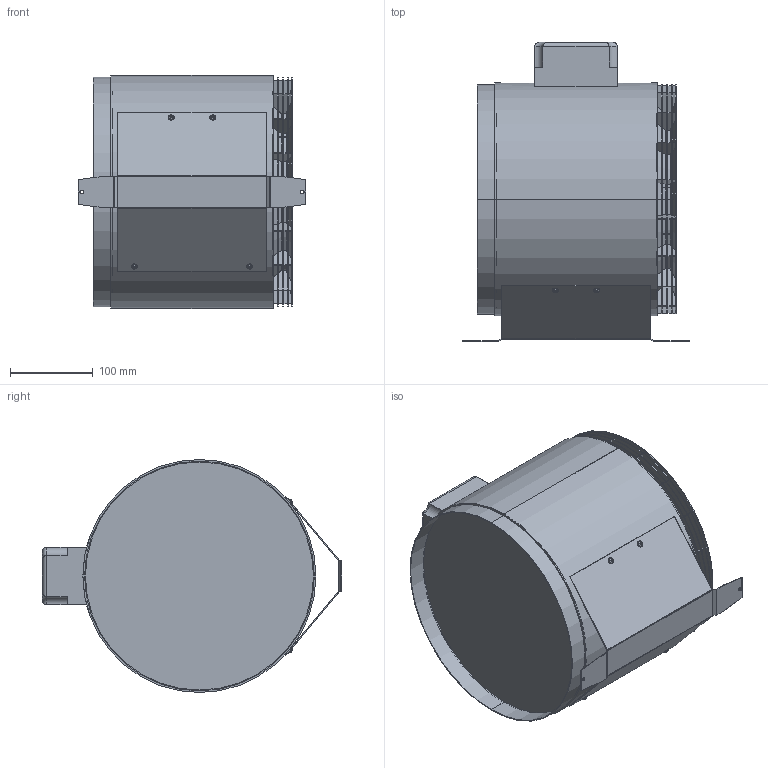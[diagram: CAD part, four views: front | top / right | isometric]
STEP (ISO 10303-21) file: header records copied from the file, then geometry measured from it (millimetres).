
FILE_DESCRIPTION (( 'STEP AP214' ), '1' );
FILE_NAME ('ERM-28.step', '2009-04-27T05:44:36', ( 'Wolfgang Schmidt' ), ( 'WS-KO' ), 'SwSTEP 2.0', 'SolidWorks 2008', '' );
FILE_SCHEMA (( 'AUTOMOTIVE_DESIGN' ));
Length unit declared in the file: millimetre
Products named in the file (1): ERM-28
Bounding box: 275 x 362 x 282 mm (x, y, z)
Surface area: 844409.2 mm2 (no closed solid volume)
Topology: 0 solids, 30 shells, 252 faces, 907 edges, 686 vertices
Faces by surface type: plane 154, cylinder 76, torus 8, sphere 8, cone 6
Entity records: 12672 total; most frequent: CARTESIAN_POINT 2166, DIRECTION 1687, ORIENTED_EDGE 1324, EDGE_CURVE 907, VERTEX_POINT 686, AXIS2_PLACEMENT_3D 575, VECTOR 537, LINE 537
